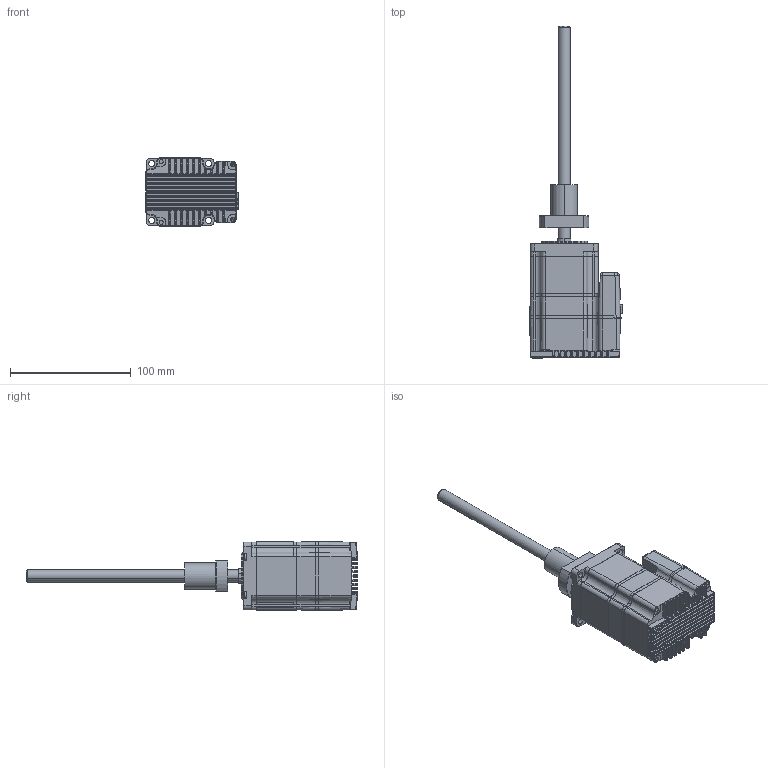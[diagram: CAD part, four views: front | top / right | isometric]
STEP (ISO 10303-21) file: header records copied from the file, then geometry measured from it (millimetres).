
FILE_DESCRIPTION (( 'STEP AP203' ), '1' );
FILE_NAME ('TSM23Q-2RG-B1010-180-FF1-0.STEP', '2021-08-02T08:57:56', ( '' ), ( '' ), 'SwSTEP 2.0', 'SolidWorks 2014', '' );
FILE_SCHEMA (( 'CONFIG_CONTROL_DESIGN' ));
Length unit declared in the file: millimetre
Products named in the file (1): TSM23Q-2RG-B1010-180-FF1-0
Bounding box: 76.76 x 275.15 x 57.09 mm (x, y, z)
Surface area: 58885.4 mm2 (no closed solid volume)
Topology: 0 solids, 25 shells, 936 faces, 3271 edges, 2323 vertices
Faces by surface type: plane 416, cylinder 287, bspline 171, cone 52, sphere 10
Entity records: 41756 total; most frequent: CARTESIAN_POINT 14963, ORIENTED_EDGE 5476, DIRECTION 5102, EDGE_CURVE 3265, VERTEX_POINT 2319, AXIS2_PLACEMENT_3D 1702, VECTOR 1698, LINE 1698
